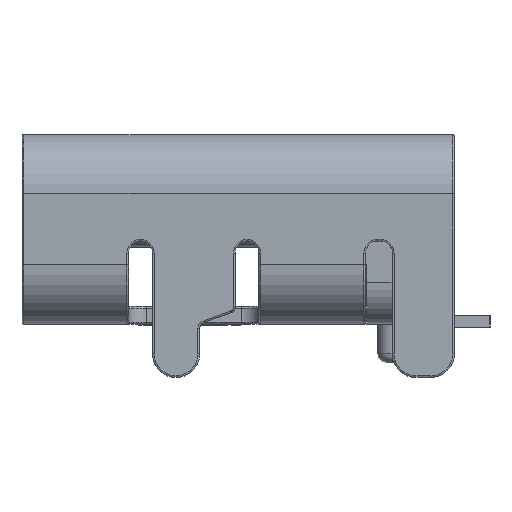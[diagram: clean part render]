
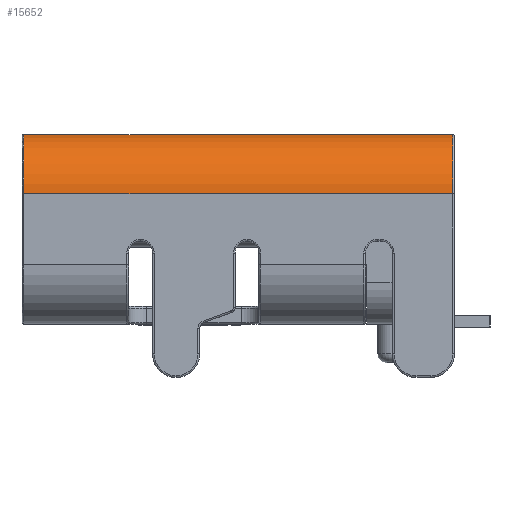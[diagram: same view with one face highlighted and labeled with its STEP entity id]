
A CAD part, left-side view. The second image highlights one B-rep face of the part: STEP entity #15652.
In plain terms, the highlighted cylindrical face has radius 1 mm (diameter 2 mm), a partial arc.
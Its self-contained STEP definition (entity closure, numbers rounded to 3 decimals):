
#94 = AXIS2_PLACEMENT_3D ( 'NONE', #9595, #22178, #4910 ) ;
#567 = AXIS2_PLACEMENT_3D ( 'NONE', #27892, #10535, #21503 ) ;
#3185 = DIRECTION ( 'NONE',  ( 0., -1., 0. ) ) ;
#3394 = DIRECTION ( 'NONE',  ( 0., 0., -1. ) ) ;
#4910 = DIRECTION ( 'NONE',  ( 0., 0., 1. ) ) ;
#5747 = EDGE_CURVE ( 'NONE', #13333, #8772, #8490, .T. ) ;
#6023 = ORIENTED_EDGE ( 'NONE', *, *, #18881, .F. ) ;
#7607 = CARTESIAN_POINT ( 'NONE',  ( -4.47, 2.6, 2.25 ) ) ;
#7804 = CARTESIAN_POINT ( 'NONE',  ( -3.47, -4.67, 3.25 ) ) ;
#8125 = CIRCLE ( 'NONE', #94, 1. ) ;
#8224 = AXIS2_PLACEMENT_3D ( 'NONE', #14092, #3185, #3394 ) ;
#8490 = CIRCLE ( 'NONE', #567, 1. ) ;
#8772 = VERTEX_POINT ( 'NONE', #27903 ) ;
#9595 = CARTESIAN_POINT ( 'NONE',  ( -3.47, -4.67, 2.25 ) ) ;
#9628 = DIRECTION ( 'NONE',  ( 0., -1., 0. ) ) ;
#9662 = DIRECTION ( 'NONE',  ( 0., -1., 0. ) ) ;
#10535 = DIRECTION ( 'NONE',  ( 0., -1., 0. ) ) ;
#10869 = FACE_OUTER_BOUND ( 'NONE', #18722, .T. ) ;
#13333 = VERTEX_POINT ( 'NONE', #19709 ) ;
#13358 = CARTESIAN_POINT ( 'NONE',  ( -4.47, -4.67, 2.25 ) ) ;
#14092 = CARTESIAN_POINT ( 'NONE',  ( -3.47, 2.6, 2.25 ) ) ;
#15652 = ADVANCED_FACE ( 'NONE', ( #10869 ), #18607, .T. ) ;
#17773 = VERTEX_POINT ( 'NONE', #7804 ) ;
#18219 = ORIENTED_EDGE ( 'NONE', *, *, #18289, .T. ) ;
#18289 = EDGE_CURVE ( 'NONE', #26651, #17773, #8125, .T. ) ;
#18607 = CYLINDRICAL_SURFACE ( 'NONE', #8224, 1. ) ;
#18722 = EDGE_LOOP ( 'NONE', ( #27904, #18219, #6023, #18955 ) ) ;
#18881 = EDGE_CURVE ( 'NONE', #13333, #17773, #21544, .T. ) ;
#18955 = ORIENTED_EDGE ( 'NONE', *, *, #5747, .T. ) ;
#19709 = CARTESIAN_POINT ( 'NONE',  ( -3.47, 2.57, 3.25 ) ) ;
#20427 = EDGE_CURVE ( 'NONE', #8772, #26651, #21789, .T. ) ;
#21503 = DIRECTION ( 'NONE',  ( 0., 0., -1. ) ) ;
#21544 = LINE ( 'NONE', #22156, #24538 ) ;
#21789 = LINE ( 'NONE', #7607, #23800 ) ;
#22156 = CARTESIAN_POINT ( 'NONE',  ( -3.47, 2.6, 3.25 ) ) ;
#22178 = DIRECTION ( 'NONE',  ( 0., 1., 0. ) ) ;
#23800 = VECTOR ( 'NONE', #9628, 1000. ) ;
#24538 = VECTOR ( 'NONE', #9662, 1000. ) ;
#26651 = VERTEX_POINT ( 'NONE', #13358 ) ;
#27892 = CARTESIAN_POINT ( 'NONE',  ( -3.47, 2.57, 2.25 ) ) ;
#27903 = CARTESIAN_POINT ( 'NONE',  ( -4.47, 2.57, 2.25 ) ) ;
#27904 = ORIENTED_EDGE ( 'NONE', *, *, #20427, .T. ) ;
